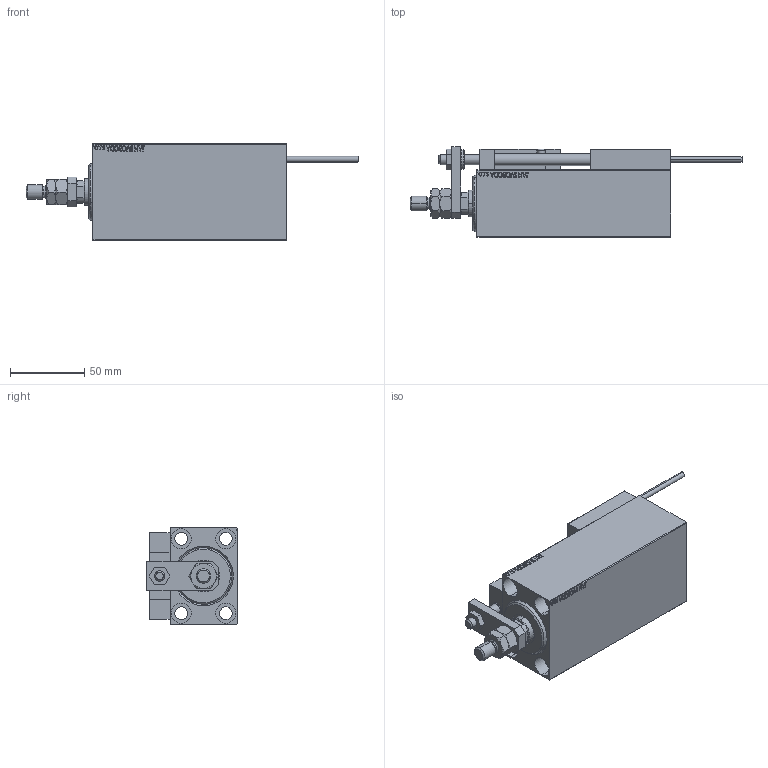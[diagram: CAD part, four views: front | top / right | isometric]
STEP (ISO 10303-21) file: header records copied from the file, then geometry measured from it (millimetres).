
FILE_DESCRIPTION (( 'STEP AP203' ), '1' );
FILE_NAME ('ff26.STEP', '2024-02-13T10:29:28', ( '' ), ( '' ), 'SwSTEP 2.0', 'SolidWorks 2019', '' );
FILE_SCHEMA (( 'CONFIG_CONTROL_DESIGN' ));
Length unit declared in the file: millimetre
Products named in the file (16): TYC_L79 ae486a77cf83485c2809c8350fc57d0e; ff26; ALLEN BOLT D5 ae486a77cf83485c2809c8350fc57d0e; SWITCH X ae486a77cf83485c2809c8350fc57d0e; X_Y_MTA ae486a77cf83485c2809c8350fc57d0e; V450CM_C_VCP ae486a77cf83485c2809c8350fc57d0e; ZARAZKA ae486a77cf83485c2809c8350fc57d0e; KONCOVKA ae486a77cf83485c2809c8350fc57d0e; Block ae486a77cf83485c2809c8350fc57d0e; ALLEN BOLT D8 ae486a77cf83485c2809c8350fc57d0e; MAGNET ae486a77cf83485c2809c8350fc57d0e; V450CM_C_Body ae486a77cf83485c2809c8350fc57d0e; SWITCH_X_FRONT_BACK ae486a77cf83485c2809c8350fc57d0e; V450CM_VC_B ae486a77cf83485c2809c8350fc57d0e; SWITCH DIM B,W ae486a77cf83485c2809c8350fc57d0e; NUT_D12 ae486a77cf83485c2809c8350fc57d0e
Assembly tree (25 placements, depth 3):
  ff26
    V450CM_C_Body ae486a77cf83485c2809c8350fc57d0e
    SWITCH X ae486a77cf83485c2809c8350fc57d0e
      SWITCH_X_FRONT_BACK ae486a77cf83485c2809c8350fc57d0e  x2
      TYC_L79 ae486a77cf83485c2809c8350fc57d0e
      Block ae486a77cf83485c2809c8350fc57d0e  x2
      ALLEN BOLT D5 ae486a77cf83485c2809c8350fc57d0e  x4
      ALLEN BOLT D8 ae486a77cf83485c2809c8350fc57d0e  x4
      MAGNET ae486a77cf83485c2809c8350fc57d0e  x2
      KONCOVKA ae486a77cf83485c2809c8350fc57d0e  x2
    NUT_D12 ae486a77cf83485c2809c8350fc57d0e
    SWITCH DIM B,W ae486a77cf83485c2809c8350fc57d0e
    ZARAZKA ae486a77cf83485c2809c8350fc57d0e
    V450CM_C_VCP ae486a77cf83485c2809c8350fc57d0e
    V450CM_VC_B ae486a77cf83485c2809c8350fc57d0e
    X_Y_MTA ae486a77cf83485c2809c8350fc57d0e
Bounding box: 223 x 60.5 x 65 mm (x, y, z)
Volume: 378279.6 mm3; surface area: 100080.1 mm2
Topology: 24 solids, 24 shells, 1331 faces, 3170 edges, 2017 vertices
Faces by surface type: plane 575, bspline 380, cylinder 192, cone 134, torus 46, sphere 4
Entity records: 51864 total; most frequent: CARTESIAN_POINT 26540, ORIENTED_EDGE 5360, DIRECTION 3644, EDGE_CURVE 2680, VERTEX_POINT 1741, VECTOR 1506, LINE 1506, EDGE_LOOP 1243
